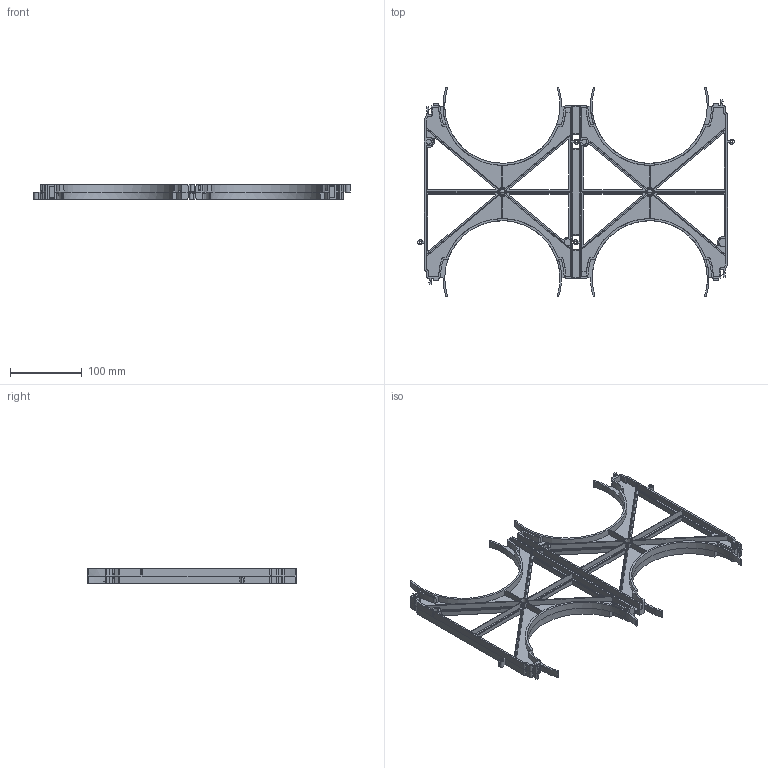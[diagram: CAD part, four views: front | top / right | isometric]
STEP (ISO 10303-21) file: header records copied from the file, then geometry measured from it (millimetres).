
FILE_DESCRIPTION (( 'STEP AP203' ), '1' );
FILE_NAME ('ÀÃÈÅ 060.02.001-08 Êëàñòåð 160.STEP', '2024-09-13T06:44:17', ( '' ), ( '' ), 'SwSTEP 2.0', 'SolidWorks 2022', '' );
FILE_SCHEMA (( 'CONFIG_CONTROL_DESIGN' ));
Length unit declared in the file: millimetre
Products named in the file (1): АГИЕ 060.02.001-08 Кластер 160
Bounding box: 440.16 x 290.51 x 20 mm (x, y, z)
Volume: 215959.7 mm3; surface area: 211209.8 mm2
Topology: 1 solids, 1 shells, 1332 faces, 3678 edges, 2380 vertices
Faces by surface type: plane 686, bspline 297, cylinder 175, cone 166, sphere 8
Entity records: 51071 total; most frequent: CARTESIAN_POINT 20880, ORIENTED_EDGE 7356, DIRECTION 4771, EDGE_CURVE 3678, VERTEX_POINT 2380, LINE 1897, VECTOR 1897, AXIS2_PLACEMENT_3D 1437
